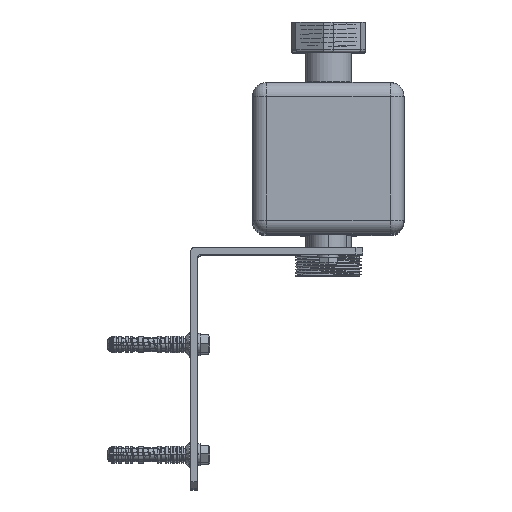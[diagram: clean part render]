
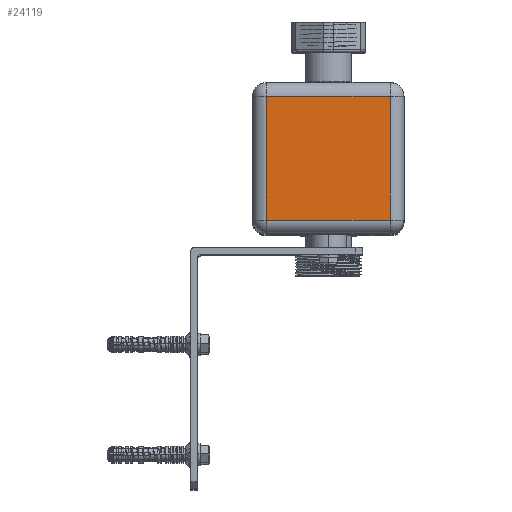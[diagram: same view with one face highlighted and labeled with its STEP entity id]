
A CAD part, top view. The second image highlights one B-rep face of the part: STEP entity #24119.
In plain terms, the highlighted planar face has unit normal (0, 0, 1).
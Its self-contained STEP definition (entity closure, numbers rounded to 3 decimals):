
#23591=DIRECTION('',(-1.,0.,0.));
#23592=VECTOR('',#23591,90.);
#23593=CARTESIAN_POINT('',(45.,45.,25.));
#23594=LINE('',#23593,#23592);
#23599=DIRECTION('',(0.,1.,0.));
#23600=VECTOR('',#23599,90.);
#23601=CARTESIAN_POINT('',(45.,-45.,25.));
#23602=LINE('',#23601,#23600);
#23653=DIRECTION('',(1.,0.,0.));
#23654=VECTOR('',#23653,90.);
#23655=CARTESIAN_POINT('',(-45.,-45.,25.));
#23656=LINE('',#23655,#23654);
#23684=DIRECTION('',(0.,-1.,0.));
#23685=VECTOR('',#23684,90.);
#23686=CARTESIAN_POINT('',(-45.,45.,25.));
#23687=LINE('',#23686,#23685);
#24004=CARTESIAN_POINT('',(-45.,45.,25.));
#24005=VERTEX_POINT('',#24004);
#24006=CARTESIAN_POINT('',(45.,45.,25.));
#24007=VERTEX_POINT('',#24006);
#24010=CARTESIAN_POINT('',(45.,-45.,25.));
#24011=VERTEX_POINT('',#24010);
#24012=CARTESIAN_POINT('',(-45.,-45.,25.));
#24013=VERTEX_POINT('',#24012);
#24105=CARTESIAN_POINT('',(0.,0.,25.));
#24106=DIRECTION('',(0.,0.,1.));
#24107=DIRECTION('',(1.,0.,0.));
#24108=AXIS2_PLACEMENT_3D('',#24105,#24106,#24107);
#24109=PLANE('',#24108);
#24111=ORIENTED_EDGE('',*,*,#24110,.F.);
#24113=ORIENTED_EDGE('',*,*,#24112,.F.);
#24115=ORIENTED_EDGE('',*,*,#24114,.F.);
#24116=ORIENTED_EDGE('',*,*,#24095,.F.);
#24117=EDGE_LOOP('',(#24111,#24113,#24115,#24116));
#24118=FACE_OUTER_BOUND('',#24117,.F.);
#24119=ADVANCED_FACE('',(#24118),#24109,.T.);
#24095=EDGE_CURVE('',#24007,#24005,#23594,.T.);
#24110=EDGE_CURVE('',#24011,#24007,#23602,.T.);
#24112=EDGE_CURVE('',#24013,#24011,#23656,.T.);
#24114=EDGE_CURVE('',#24005,#24013,#23687,.T.);
